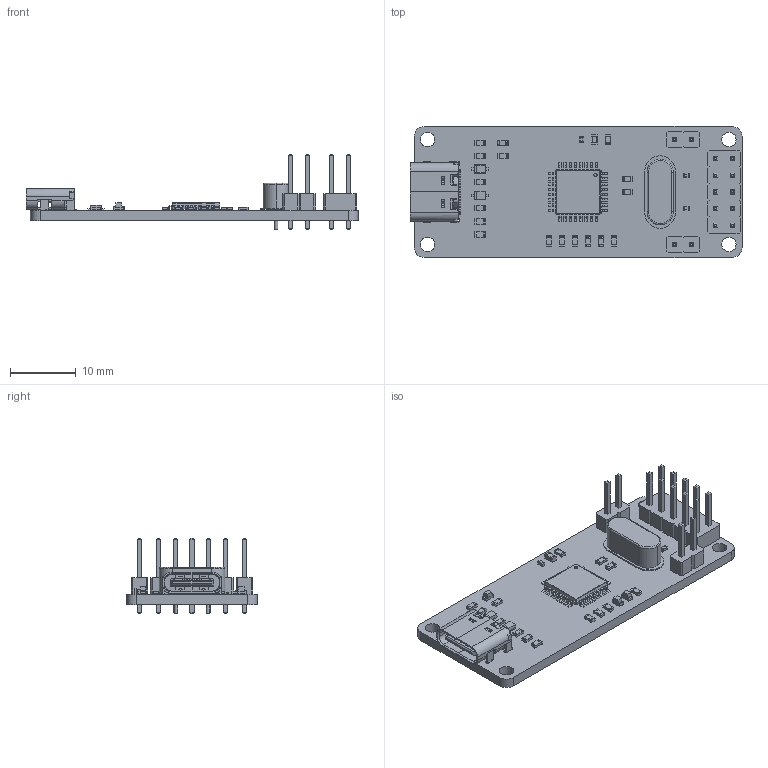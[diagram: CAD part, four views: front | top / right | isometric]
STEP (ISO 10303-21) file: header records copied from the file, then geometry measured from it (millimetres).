
FILE_DESCRIPTION(('KiCad electronic assembly'),'2;1');
FILE_NAME('USBasp.step','2024-08-13T00:21:09',('Pcbnew'),('Kicad'), 'Open CASCADE STEP processor 7.8','KiCad to STEP converter','Unknown' );
FILE_SCHEMA(('AUTOMOTIVE_DESIGN { 1 0 10303 214 1 1 1 1 }'));
Length unit declared in the file: millimetre
Products named in the file (24): USBasp 1; C_0402_1005Metric; R_0603_1608Metric; PinHeader_1x02_P2.54mm_Vertical; PinHeader_1x02_P254mm_Vertical; D_SOD-323F; D_SOD_323F; C_0603_1608Metric; LED_0603_1608Metric; TQFP-32_7x7mm_P0.8mm; TQFP_32_7x7mm_P08mm; USB_C_Receptacle_GCT_USB4105-xx-A_16P_TopMnt_Horizontal; USB_C_Receptacle_16P_TopMnt_Horizontal_GCT_USB4105-xx-A; Fuse_0603_1608Metric; PinHeader_2x05_P2.54mm_Vertical; PinHeader_2x05_P254mm_Vertical; Crystal_HC49-4H_Vertical; USBasp_PCB
Assembly tree (41 placements, depth 3):
  USBasp 1
    C_0402_1005Metric  x3
      C_0402_1005Metric
    R_0603_1608Metric  x13
      R_0603_1608Metric
    PinHeader_1x02_P2.54mm_Vertical  x2
      PinHeader_1x02_P254mm_Vertical
    D_SOD-323F  x2
      D_SOD_323F
    C_0603_1608Metric
      C_0603_1608Metric
    LED_0603_1608Metric  x3
      LED_0603_1608Metric
    TQFP-32_7x7mm_P0.8mm
      TQFP_32_7x7mm_P08mm
    USB_C_Receptacle_GCT_USB4105-xx-A_16P_TopMnt_Horizontal
      USB_C_Receptacle_16P_TopMnt_Horizontal_GCT_USB4105-xx-A
    Fuse_0603_1608Metric
      Fuse_0603_1608Metric
    PinHeader_2x05_P2.54mm_Vertical
      PinHeader_2x05_P254mm_Vertical
    Crystal_HC49-4H_Vertical
      Crystal_HC49-4H_Vertical
    USBasp_PCB
Bounding box: 50.67 x 20 x 11.54 mm (x, y, z)
Volume: 2157.2 mm3; surface area: 3986.3 mm2
Topology: 65 solids, 65 shells, 2242 faces, 5700 edges, 3624 vertices
Faces by surface type: plane 1647, cylinder 499, bspline 84, cone 8, torus 4
Full cylindrical faces by diameter (mm): 0.5 x5, 0.65 x2, 0.8 x2, 1 x14, 2.2 x4
Entity records: 65592 total; most frequent: CARTESIAN_POINT 12271, ORIENTED_EDGE 8584, DIRECTION 8280, EDGE_CURVE 4292, LINE 3470, VECTOR 3470, VERTEX_POINT 2716, AXIS2_PLACEMENT_3D 2405
